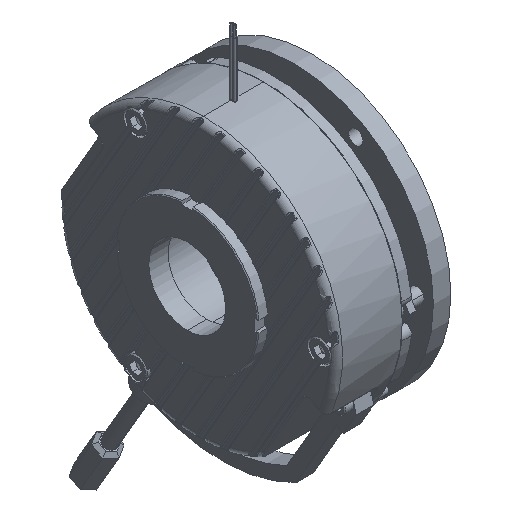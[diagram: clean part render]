
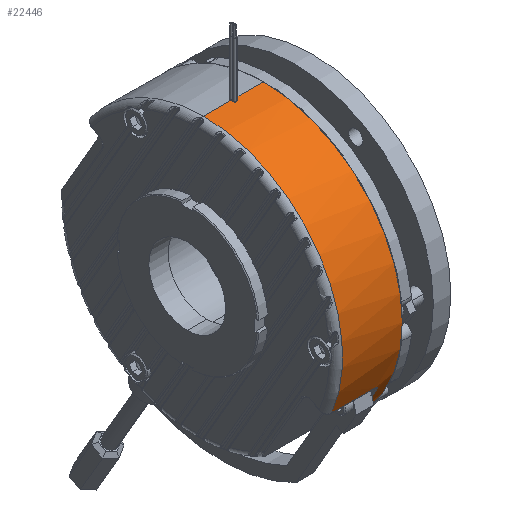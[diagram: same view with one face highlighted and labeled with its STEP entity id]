
A CAD part, isometric view. The second image highlights one B-rep face of the part: STEP entity #22446.
In plain terms, the highlighted cylindrical face has radius 63.5 mm (diameter 127 mm), a partial arc.
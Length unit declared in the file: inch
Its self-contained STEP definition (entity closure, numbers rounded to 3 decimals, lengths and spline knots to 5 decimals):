
#39 = CARTESIAN_POINT ( 'NONE',  ( 0.3379, -2.2998, -0.98027 ) ) ;
#226 = EDGE_CURVE ( 'NONE', #31612, #7043, #2091, .T. ) ;
#1005 = CARTESIAN_POINT ( 'NONE',  ( 0., -2.30279, -0.97322 ) ) ;
#1097 = ORIENTED_EDGE ( 'NONE', *, *, #27859, .T. ) ;
#1229 = DIRECTION ( 'NONE',  ( 0., 0., 1. ) ) ;
#1517 = CIRCLE ( 'NONE', #19402, 2.5 ) ;
#1781 = CARTESIAN_POINT ( 'NONE',  ( 0.36705, -1.20188, -2.19217 ) ) ;
#1962 = CARTESIAN_POINT ( 'NONE',  ( 0.3195, -1.11471, -2.23773 ) ) ;
#2091 = B_SPLINE_CURVE_WITH_KNOTS ( 'NONE', 3,
 ( #5274, #13402, #21543, #39, #10701, #35117, #10336, #27337, #32595, #15918, #13586, #35661, #11060, #30416 ),
 .UNSPECIFIED., .F., .F.,
 ( 4, 2, 2, 2, 2, 2, 4 ),
 ( 0., 0.0006, 0.00119, 0.00149, 0.00179, 0.00208, 0.00238 ),
 .UNSPECIFIED. ) ;
#2132 = CARTESIAN_POINT ( 'NONE',  ( 0.35345, -1.14812, -2.22078 ) ) ;
#2412 = AXIS2_PLACEMENT_3D ( 'NONE', #20799, #13039, #18083 ) ;
#2674 = CARTESIAN_POINT ( 'NONE',  ( 0.32965, -1.11957, -2.2353 ) ) ;
#2996 = ORIENTED_EDGE ( 'NONE', *, *, #226, .T. ) ;
#3631 = CIRCLE ( 'NONE', #16906, 2.5 ) ;
#3797 = ORIENTED_EDGE ( 'NONE', *, *, #10524, .T. ) ;
#3866 = ORIENTED_EDGE ( 'NONE', *, *, #29335, .F. ) ;
#4020 = VERTEX_POINT ( 'NONE', #7949 ) ;
#4658 = DIRECTION ( 'NONE',  ( -1., 0., 0. ) ) ;
#4829 = B_SPLINE_CURVE_WITH_KNOTS ( 'NONE', 3,
 ( #17850, #1781, #12812, #34880, #5204, #30172, #32536, #2132, #21299, #24580, #5567, #24396, #2674, #1962, #16577, #5390 ),
 .UNSPECIFIED., .F., .F.,
 ( 4, 2, 2, 2, 2, 2, 2, 4 ),
 ( 0., 0.00086, 0.0013, 0.00173, 0.00216, 0.00259, 0.00303, 0.00346 ),
 .UNSPECIFIED. ) ;
#5154 = ORIENTED_EDGE ( 'NONE', *, *, #35441, .F. ) ;
#5204 = CARTESIAN_POINT ( 'NONE',  ( 0.3623, -1.17222, -2.20815 ) ) ;
#5274 = CARTESIAN_POINT ( 'NONE',  ( 0.30799, -2.30279, -0.97322 ) ) ;
#5390 = CARTESIAN_POINT ( 'NONE',  ( 0.30799, -1.11326, -2.23845 ) ) ;
#5567 = CARTESIAN_POINT ( 'NONE',  ( 0.34191, -1.13047, -2.22981 ) ) ;
#5670 = CARTESIAN_POINT ( 'NONE',  ( 0., -1.11326, -2.23845 ) ) ;
#6773 = CARTESIAN_POINT ( 'NONE',  ( -0.48425, -2.30279, -0.97322 ) ) ;
#6933 = AXIS2_PLACEMENT_3D ( 'NONE', #24838, #21930, #30438 ) ;
#6971 = VERTEX_POINT ( 'NONE', #16835 ) ;
#7043 = VERTEX_POINT ( 'NONE', #18234 ) ;
#7625 = VERTEX_POINT ( 'NONE', #25263 ) ;
#7949 = CARTESIAN_POINT ( 'NONE',  ( -0.48425, 0., 2.5 ) ) ;
#8509 = VERTEX_POINT ( 'NONE', #6773 ) ;
#9113 = ORIENTED_EDGE ( 'NONE', *, *, #26487, .T. ) ;
#10256 = CARTESIAN_POINT ( 'NONE',  ( 0.30799, -2.30279, -0.97322 ) ) ;
#10336 = CARTESIAN_POINT ( 'NONE',  ( 0.35509, -2.29351, -0.99489 ) ) ;
#10524 = EDGE_CURVE ( 'NONE', #24389, #4020, #26910, .T. ) ;
#10701 = CARTESIAN_POINT ( 'NONE',  ( 0.34448, -2.29803, -0.98442 ) ) ;
#11060 = CARTESIAN_POINT ( 'NONE',  ( 0.36705, -2.28043, -1.02453 ) ) ;
#11408 = LINE ( 'NONE', #22956, #21181 ) ;
#11587 = EDGE_CURVE ( 'NONE', #31950, #7625, #4829, .T. ) ;
#11907 = CYLINDRICAL_SURFACE ( 'NONE', #32546, 2.5 ) ;
#12031 = DIRECTION ( 'NONE',  ( 1., 0., 0. ) ) ;
#12812 = CARTESIAN_POINT ( 'NONE',  ( 0.36619, -1.19192, -2.1976 ) ) ;
#12892 = VERTEX_POINT ( 'NONE', #35200 ) ;
#13039 = DIRECTION ( 'NONE',  ( 1., 0., 0. ) ) ;
#13402 = CARTESIAN_POINT ( 'NONE',  ( 0.31585, -2.30279, -0.97322 ) ) ;
#13586 = CARTESIAN_POINT ( 'NONE',  ( 0.36519, -2.2851, -1.01406 ) ) ;
#13869 = EDGE_CURVE ( 'NONE', #8509, #31612, #23059, .T. ) ;
#14428 = FACE_OUTER_BOUND ( 'NONE', #15140, .T. ) ;
#14579 = ORIENTED_EDGE ( 'NONE', *, *, #34302, .F. ) ;
#15140 = EDGE_LOOP ( 'NONE', ( #5154, #9113, #3797, #3866, #34197, #2996, #1097, #32110, #32897, #14579 ) ) ;
#15659 = CIRCLE ( 'NONE', #2412, 2.5 ) ;
#15918 = CARTESIAN_POINT ( 'NONE',  ( 0.36407, -2.28663, -1.0106 ) ) ;
#16577 = CARTESIAN_POINT ( 'NONE',  ( 0.31382, -1.11326, -2.23845 ) ) ;
#16685 = DIRECTION ( 'NONE',  ( -1., 0., 0. ) ) ;
#16746 = CIRCLE ( 'NONE', #6933, 2.5 ) ;
#16835 = CARTESIAN_POINT ( 'NONE',  ( 0.59055, 0., -2.5 ) ) ;
#16906 = AXIS2_PLACEMENT_3D ( 'NONE', #19129, #24593, #30001 ) ;
#17213 = VECTOR ( 'NONE', #12031, 39.37008 ) ;
#17850 = CARTESIAN_POINT ( 'NONE',  ( 0.36705, -1.21192, -2.18661 ) ) ;
#17998 = EDGE_CURVE ( 'NONE', #7625, #25681, #30460, .T. ) ;
#18040 = DIRECTION ( 'NONE',  ( 0., 0., 1. ) ) ;
#18083 = DIRECTION ( 'NONE',  ( 0., 0., -1. ) ) ;
#18234 = CARTESIAN_POINT ( 'NONE',  ( 0.36705, -2.27882, -1.02811 ) ) ;
#19129 = CARTESIAN_POINT ( 'NONE',  ( -0.48425, 0., 0. ) ) ;
#19402 = AXIS2_PLACEMENT_3D ( 'NONE', #21126, #20572, #18040 ) ;
#19899 = DIRECTION ( 'NONE',  ( -1., 0., 0. ) ) ;
#20572 = DIRECTION ( 'NONE',  ( -1., 0., 0. ) ) ;
#20799 = CARTESIAN_POINT ( 'NONE',  ( 0.36705, 0., 0. ) ) ;
#21126 = CARTESIAN_POINT ( 'NONE',  ( -0.48425, 0., 0. ) ) ;
#21181 = VECTOR ( 'NONE', #19899, 39.37008 ) ;
#21299 = CARTESIAN_POINT ( 'NONE',  ( 0.35102, -1.14353, -2.22314 ) ) ;
#21543 = CARTESIAN_POINT ( 'NONE',  ( 0.32365, -2.30216, -0.97471 ) ) ;
#21930 = DIRECTION ( 'NONE',  ( -1., 0., 0. ) ) ;
#22446 = ADVANCED_FACE ( 'NONE', ( #14428 ), #11907, .T. ) ;
#22956 = CARTESIAN_POINT ( 'NONE',  ( 0., 0., -2.5 ) ) ;
#23059 = LINE ( 'NONE', #1005, #17213 ) ;
#24389 = VERTEX_POINT ( 'NONE', #35344 ) ;
#24396 = CARTESIAN_POINT ( 'NONE',  ( 0.33415, -1.12294, -2.23361 ) ) ;
#24580 = CARTESIAN_POINT ( 'NONE',  ( 0.34527, -1.13472, -2.22765 ) ) ;
#24593 = DIRECTION ( 'NONE',  ( -1., 0., 0. ) ) ;
#24838 = CARTESIAN_POINT ( 'NONE',  ( 0.59055, 0., 0. ) ) ;
#25263 = CARTESIAN_POINT ( 'NONE',  ( 0.30799, -1.11326, -2.23845 ) ) ;
#25494 = DIRECTION ( 'NONE',  ( -1., 0., 0. ) ) ;
#25681 = VERTEX_POINT ( 'NONE', #32557 ) ;
#26322 = CARTESIAN_POINT ( 'NONE',  ( 0.36705, -1.21192, -2.18661 ) ) ;
#26487 = EDGE_CURVE ( 'NONE', #6971, #24389, #16746, .T. ) ;
#26910 = LINE ( 'NONE', #32700, #27074 ) ;
#27074 = VECTOR ( 'NONE', #4658, 39.37008 ) ;
#27337 = CARTESIAN_POINT ( 'NONE',  ( 0.35934, -2.29092, -1.00085 ) ) ;
#27859 = EDGE_CURVE ( 'NONE', #7043, #31950, #15659, .T. ) ;
#29335 = EDGE_CURVE ( 'NONE', #8509, #4020, #3631, .T. ) ;
#30001 = DIRECTION ( 'NONE',  ( 0., 0., 1. ) ) ;
#30172 = CARTESIAN_POINT ( 'NONE',  ( 0.3594, -1.16246, -2.2133 ) ) ;
#30416 = CARTESIAN_POINT ( 'NONE',  ( 0.36705, -2.27882, -1.02811 ) ) ;
#30438 = DIRECTION ( 'NONE',  ( 0., 0., 1. ) ) ;
#30460 = LINE ( 'NONE', #5670, #34908 ) ;
#31612 = VERTEX_POINT ( 'NONE', #10256 ) ;
#31950 = VERTEX_POINT ( 'NONE', #26322 ) ;
#32110 = ORIENTED_EDGE ( 'NONE', *, *, #11587, .T. ) ;
#32536 = CARTESIAN_POINT ( 'NONE',  ( 0.35764, -1.15758, -2.21586 ) ) ;
#32546 = AXIS2_PLACEMENT_3D ( 'NONE', #33974, #25494, #1229 ) ;
#32557 = CARTESIAN_POINT ( 'NONE',  ( -0.48425, -1.11326, -2.23845 ) ) ;
#32595 = CARTESIAN_POINT ( 'NONE',  ( 0.36114, -2.28954, -1.00399 ) ) ;
#32700 = CARTESIAN_POINT ( 'NONE',  ( 0., 0., 2.5 ) ) ;
#32897 = ORIENTED_EDGE ( 'NONE', *, *, #17998, .T. ) ;
#33974 = CARTESIAN_POINT ( 'NONE',  ( 0., 0., 0. ) ) ;
#34197 = ORIENTED_EDGE ( 'NONE', *, *, #13869, .T. ) ;
#34302 = EDGE_CURVE ( 'NONE', #12892, #25681, #1517, .T. ) ;
#34880 = CARTESIAN_POINT ( 'NONE',  ( 0.36346, -1.17713, -2.20554 ) ) ;
#34908 = VECTOR ( 'NONE', #16685, 39.37008 ) ;
#35117 = CARTESIAN_POINT ( 'NONE',  ( 0.35262, -2.29474, -0.99206 ) ) ;
#35200 = CARTESIAN_POINT ( 'NONE',  ( -0.48425, 0., -2.5 ) ) ;
#35344 = CARTESIAN_POINT ( 'NONE',  ( 0.59055, 0., 2.5 ) ) ;
#35441 = EDGE_CURVE ( 'NONE', #6971, #12892, #11408, .T. ) ;
#35661 = CARTESIAN_POINT ( 'NONE',  ( 0.36667, -2.28201, -1.021 ) ) ;
